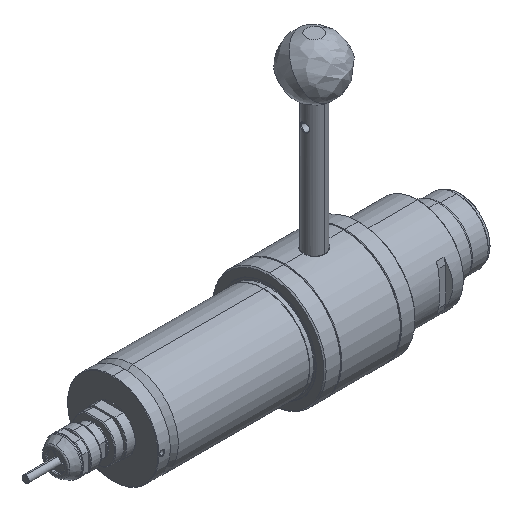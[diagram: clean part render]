
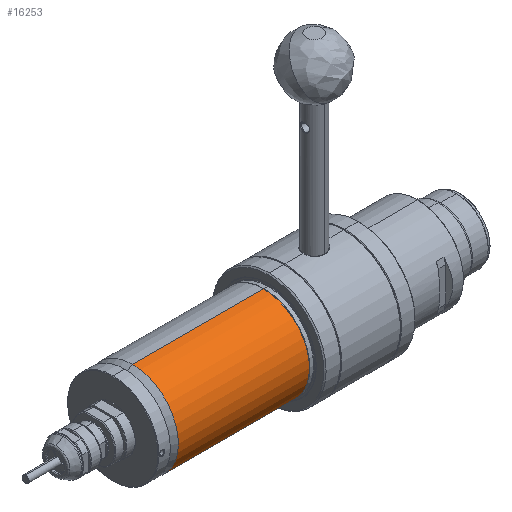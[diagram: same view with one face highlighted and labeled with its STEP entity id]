
A CAD part, isometric view. The second image highlights one B-rep face of the part: STEP entity #16253.
In plain terms, the highlighted cylindrical face has radius 20 mm (diameter 40 mm), a partial arc.
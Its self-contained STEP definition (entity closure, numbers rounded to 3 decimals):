
#159 = EDGE_CURVE ( 'NONE', #9272, #13561, #373, .T. ) ;
#373 = LINE ( 'NONE', #7220, #15930 ) ;
#1689 = CARTESIAN_POINT ( 'NONE',  ( 62.1, 0., 0. ) ) ;
#2056 = ORIENTED_EDGE ( 'NONE', *, *, #14995, .T. ) ;
#3016 = DIRECTION ( 'NONE',  ( 0., 0., 1. ) ) ;
#3019 = AXIS2_PLACEMENT_3D ( 'NONE', #1689, #11013, #3016 ) ;
#3227 = CARTESIAN_POINT ( 'NONE',  ( 4.998, 0., 20. ) ) ;
#3751 = ORIENTED_EDGE ( 'NONE', *, *, #16854, .T. ) ;
#3871 = CARTESIAN_POINT ( 'NONE',  ( -3.048, 0., 0. ) ) ;
#4553 = CIRCLE ( 'NONE', #14428, 20. ) ;
#4705 = CARTESIAN_POINT ( 'NONE',  ( 62.1, 0., 20. ) ) ;
#4833 = EDGE_CURVE ( 'NONE', #15790, #5541, #9734, .T. ) ;
#5182 = EDGE_LOOP ( 'NONE', ( #6894, #2056, #6316, #3751 ) ) ;
#5312 = DIRECTION ( 'NONE',  ( 1., 0., 0. ) ) ;
#5541 = VERTEX_POINT ( 'NONE', #3227 ) ;
#6316 = ORIENTED_EDGE ( 'NONE', *, *, #4833, .T. ) ;
#6565 = DIRECTION ( 'NONE',  ( -1., 0., 0. ) ) ;
#6643 = CARTESIAN_POINT ( 'NONE',  ( 4.998, 0., -20. ) ) ;
#6894 = ORIENTED_EDGE ( 'NONE', *, *, #159, .F. ) ;
#7220 = CARTESIAN_POINT ( 'NONE',  ( -3.048, 0., -20. ) ) ;
#9272 = VERTEX_POINT ( 'NONE', #14904 ) ;
#9734 = LINE ( 'NONE', #14753, #9775 ) ;
#9737 = FACE_OUTER_BOUND ( 'NONE', #5182, .T. ) ;
#9775 = VECTOR ( 'NONE', #12072, 1000. ) ;
#11013 = DIRECTION ( 'NONE',  ( -1., 0., 0. ) ) ;
#12072 = DIRECTION ( 'NONE',  ( -1., 0., 0. ) ) ;
#12426 = AXIS2_PLACEMENT_3D ( 'NONE', #3871, #6565, #16131 ) ;
#12466 = CYLINDRICAL_SURFACE ( 'NONE', #12426, 20. ) ;
#12813 = DIRECTION ( 'NONE',  ( -1., 0., 0. ) ) ;
#13297 = CARTESIAN_POINT ( 'NONE',  ( 4.998, 0., 0. ) ) ;
#13561 = VERTEX_POINT ( 'NONE', #6643 ) ;
#14428 = AXIS2_PLACEMENT_3D ( 'NONE', #13297, #5312, #14652 ) ;
#14652 = DIRECTION ( 'NONE',  ( 0., 0., 1. ) ) ;
#14753 = CARTESIAN_POINT ( 'NONE',  ( -3.048, 0., 20. ) ) ;
#14904 = CARTESIAN_POINT ( 'NONE',  ( 62.1, 0., -20. ) ) ;
#14983 = CIRCLE ( 'NONE', #3019, 20. ) ;
#14995 = EDGE_CURVE ( 'NONE', #9272, #15790, #14983, .T. ) ;
#15790 = VERTEX_POINT ( 'NONE', #4705 ) ;
#15930 = VECTOR ( 'NONE', #12813, 1000. ) ;
#16131 = DIRECTION ( 'NONE',  ( 0., 0., 1. ) ) ;
#16253 = ADVANCED_FACE ( 'NONE', ( #9737 ), #12466, .T. ) ;
#16854 = EDGE_CURVE ( 'NONE', #5541, #13561, #4553, .T. ) ;
